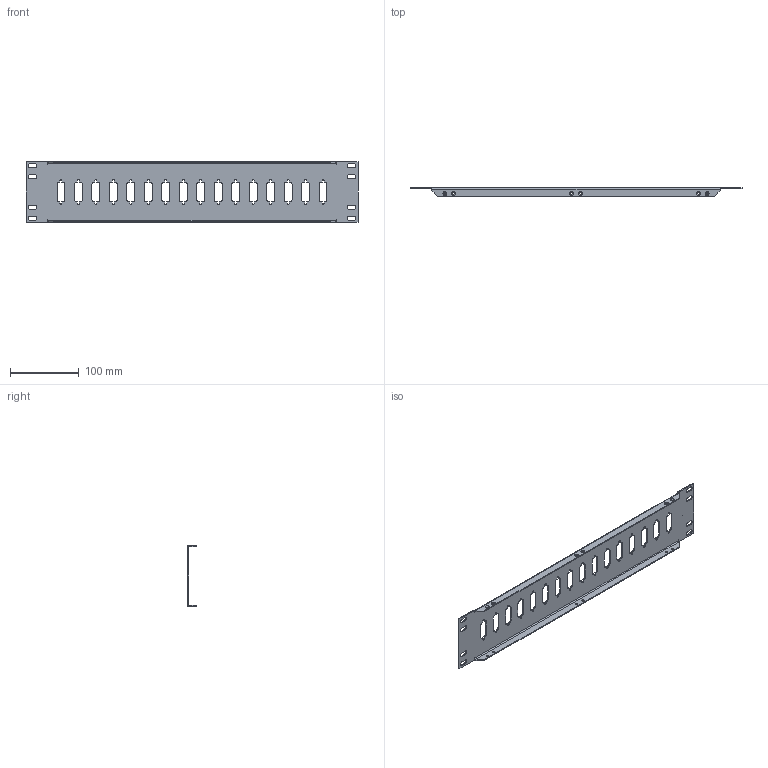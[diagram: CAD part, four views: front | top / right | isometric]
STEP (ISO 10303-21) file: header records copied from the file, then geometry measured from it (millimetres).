
FILE_DESCRIPTION (( 'STEP AP214' ), '1' );
FILE_NAME ('PR35DS1516B.STEP', '2017-05-25T15:53:55', ( 'L-Com' ), ( 'L-Com Global Connectivity' ), 'SwSTEP 2.0', 'SolidWorks 2014', '' );
FILE_SCHEMA (( 'AUTOMOTIVE_DESIGN' ));
Length unit declared in the file: inch
Products named in the file (1): PR35DS1516B
Bounding box: 482.6 x 12.7 x 88.39 mm (x, y, z)
Volume: 68363 mm3; surface area: 94387.3 mm2
Topology: 1 solids, 1 shells, 773 faces, 2184 edges, 1456 vertices
Faces by surface type: plane 465, bspline 152, cylinder 132, cone 24
Entity records: 37232 total; most frequent: CARTESIAN_POINT 11158, ORIENTED_EDGE 4368, DIRECTION 3436, EDGE_CURVE 2184, LINE 1568, VECTOR 1568, VERTEX_POINT 1456, AXIS2_PLACEMENT_3D 934
